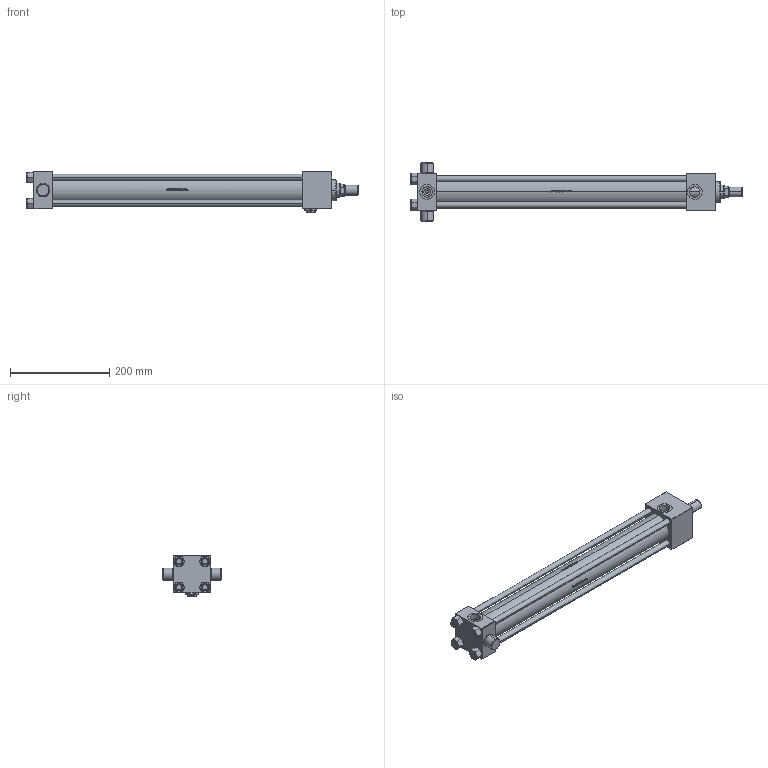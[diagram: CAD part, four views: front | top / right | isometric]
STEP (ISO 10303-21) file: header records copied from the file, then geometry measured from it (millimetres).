
FILE_DESCRIPTION (( 'STEP AP203' ), '1' );
FILE_NAME ('98b3.STEP', '2026-02-20T07:05:58', ( '' ), ( '' ), 'SwSTEP 2.0', 'SolidWorks 2019', '' );
FILE_SCHEMA (( 'CONFIG_CONTROL_DESIGN' ));
Length unit declared in the file: millimetre
Products named in the file (8): NUT_M5_L 4c56e9b595a68fcf43e456e6a6814dc0; ROD_END_AH 4c56e9b595a68fcf43e456e6a6814dc0; V215CR_L_TYCINKA 4c56e9b595a68fcf43e456e6a6814dc0; V215_VC_A 4c56e9b595a68fcf43e456e6a6814dc0; V215CR_VCP_L 4c56e9b595a68fcf43e456e6a6814dc0; Zatka_pro_OIL_PORT 4c56e9b595a68fcf43e456e6a6814dc0; V215CR_L_Body 4c56e9b595a68fcf43e456e6a6814dc0; 98b3
Assembly tree (13 placements, depth 2):
  98b3
    V215CR_L_Body 4c56e9b595a68fcf43e456e6a6814dc0
    V215CR_VCP_L 4c56e9b595a68fcf43e456e6a6814dc0
    V215CR_L_TYCINKA 4c56e9b595a68fcf43e456e6a6814dc0  x4
    NUT_M5_L 4c56e9b595a68fcf43e456e6a6814dc0  x4
    V215_VC_A 4c56e9b595a68fcf43e456e6a6814dc0
    ROD_END_AH 4c56e9b595a68fcf43e456e6a6814dc0
    Zatka_pro_OIL_PORT 4c56e9b595a68fcf43e456e6a6814dc0
Bounding box: 668 x 117 x 82 mm (x, y, z)
Volume: 1405228.1 mm3; surface area: 408056.6 mm2
Topology: 13 solids, 13 shells, 1133 faces, 2843 edges, 1823 vertices
Faces by surface type: plane 455, bspline 380, cone 156, cylinder 128, torus 14
Entity records: 48903 total; most frequent: CARTESIAN_POINT 26232, ORIENTED_EDGE 5178, DIRECTION 3215, EDGE_CURVE 2589, VERTEX_POINT 1679, VECTOR 1311, LINE 1311, EDGE_LOOP 1114
